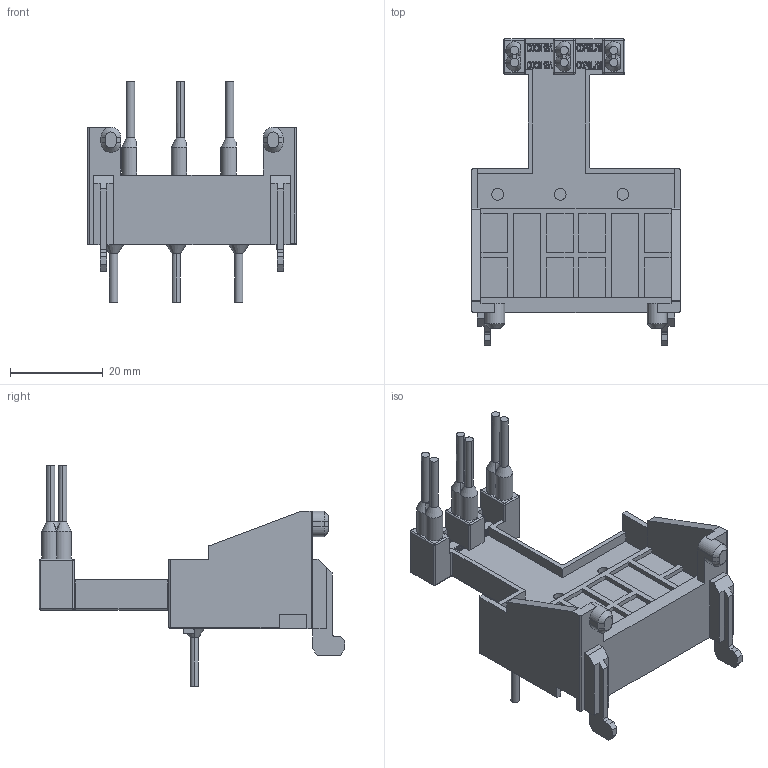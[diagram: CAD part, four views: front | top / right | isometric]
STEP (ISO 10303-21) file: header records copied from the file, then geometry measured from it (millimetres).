
FILE_DESCRIPTION((''),'2;1');
FILE_NAME('5135003200_SW0001','2025-06-05T',('li.xiao'),(''),'PRO/ENGINEER BY PARAMETRIC TECHNOLOGY CORPORATION, 2017170','PRO/ENGINEER BY PARAMETRIC TECHNOLOGY CORPORATION, 2017170','');
FILE_SCHEMA(('CONFIG_CONTROL_DESIGN'));
Length unit declared in the file: millimetre
Products named in the file (1): 5135003200_SW0001
Bounding box: 45 x 66 x 47.5 mm (x, y, z)
Volume: 12272.7 mm3; surface area: 12650 mm2
Topology: 1 solids, 1 shells, 1257 faces, 3405 edges, 2232 vertices
Faces by surface type: plane 563, extrusion 554, cylinder 95, cone 22, sphere 19, torus 2, bspline 2
Entity records: 41961 total; most frequent: CARTESIAN_POINT 12338, ORIENTED_EDGE 6798, DIRECTION 4459, EDGE_CURVE 3399, VECTOR 2609, VERTEX_POINT 2232, LINE 2055, B_SPLINE_CURVE_WITH_KNOTS 1674
